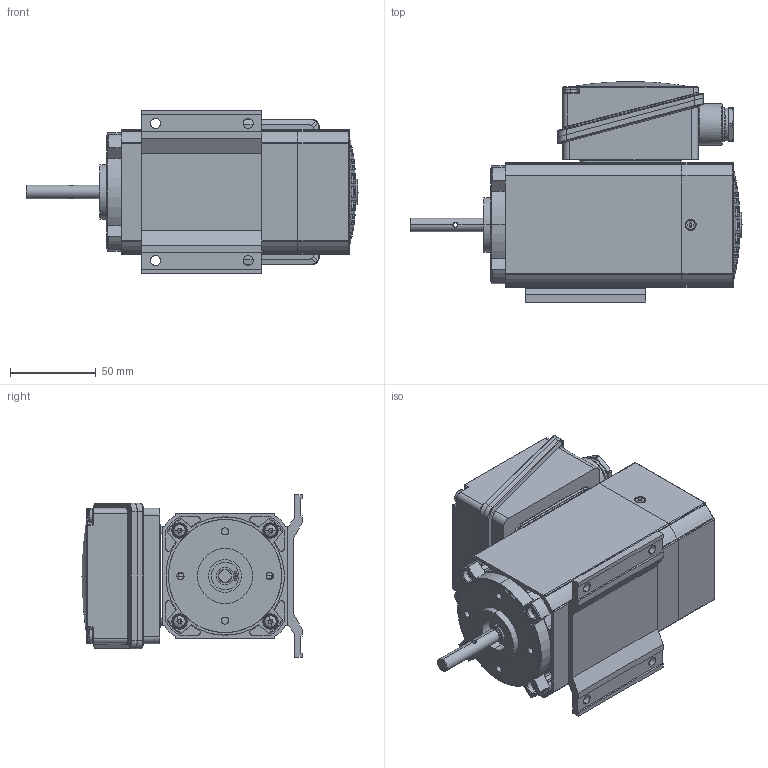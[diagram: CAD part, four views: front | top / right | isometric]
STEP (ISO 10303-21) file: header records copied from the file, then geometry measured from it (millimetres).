
FILE_DESCRIPTION(('STEP AP214'),'1');
FILE_NAME('tmp0.STEP','2015-06-23T07:20:27',(' '),(' '),'Spatial InterOp 3D',' ',' ');
FILE_SCHEMA(('automotive_design'));
Length unit declared in the file: millimetre
Products named in the file (1051): NONE; 1
Bounding box: 193.5 x 128.5 x 95 mm (x, y, z)
Volume: 26787.7 mm3; surface area: 140197.1 mm2
Topology: 1 solids, 1051 shells, 1082 faces, 5397 edges, 5342 vertices
Faces by surface type: plane 520, cylinder 365, torus 67, cone 48, sphere 41, bspline 41
Entity records: 96781 total; most frequent: CARTESIAN_POINT 20014, DIRECTION 11200, ORIENTED_EDGE 5465, EDGE_CURVE 5375, VERTEX_POINT 5345, AXIS2_PLACEMENT_3D 4345, LINE 2510, VECTOR 2510
